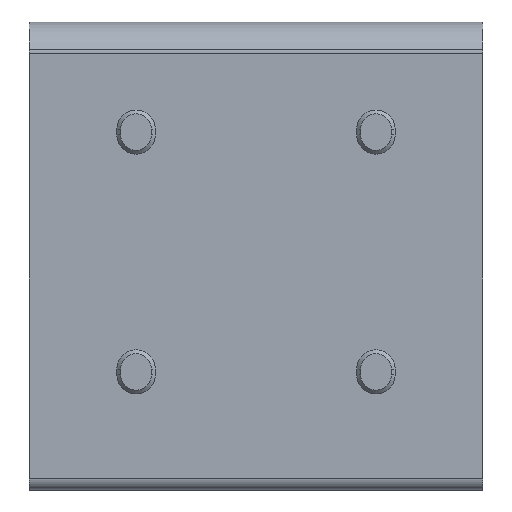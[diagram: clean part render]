
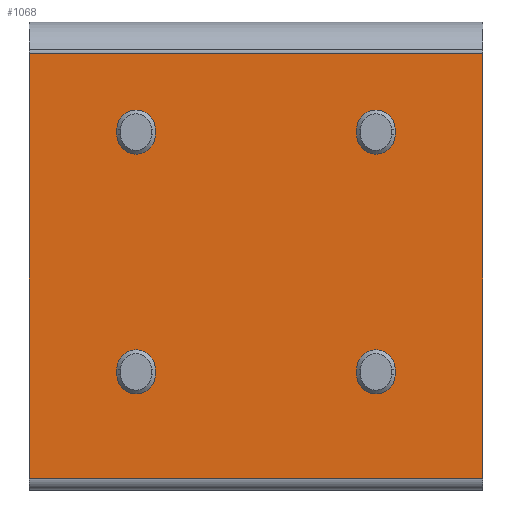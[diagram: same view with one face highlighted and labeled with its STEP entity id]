
A CAD part, top view. The second image highlights one B-rep face of the part: STEP entity #1068.
In plain terms, the highlighted planar face has unit normal (0, 0, 1).
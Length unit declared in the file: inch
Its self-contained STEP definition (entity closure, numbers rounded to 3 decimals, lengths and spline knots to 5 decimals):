
#23=FACE_BOUND('',#176,.T.);
#24=FACE_BOUND('',#177,.T.);
#25=FACE_BOUND('',#178,.T.);
#26=FACE_BOUND('',#179,.T.);
#66=CIRCLE('',#1173,0.05);
#67=CIRCLE('',#1174,0.05);
#68=CIRCLE('',#1175,0.05);
#69=CIRCLE('',#1176,0.05);
#70=CIRCLE('',#1177,0.05);
#71=CIRCLE('',#1178,0.05);
#72=CIRCLE('',#1179,0.05);
#73=CIRCLE('',#1180,0.05);
#111=FACE_OUTER_BOUND('',#175,.T.);
#175=EDGE_LOOP('',(#778,#779,#780,#781));
#176=EDGE_LOOP('',(#782,#783,#784,#785));
#177=EDGE_LOOP('',(#786,#787,#788,#789));
#178=EDGE_LOOP('',(#790,#791,#792,#793));
#179=EDGE_LOOP('',(#794,#795,#796,#797));
#246=LINE('',#1645,#354);
#264=LINE('',#1701,#372);
#266=LINE('',#1705,#374);
#267=LINE('',#1706,#375);
#268=LINE('',#1711,#376);
#269=LINE('',#1714,#377);
#270=LINE('',#1719,#378);
#271=LINE('',#1722,#379);
#272=LINE('',#1727,#380);
#273=LINE('',#1730,#381);
#274=LINE('',#1735,#382);
#275=LINE('',#1738,#383);
#354=VECTOR('',#1295,0.3937);
#372=VECTOR('',#1353,0.3937);
#374=VECTOR('',#1357,0.3937);
#375=VECTOR('',#1358,0.3937);
#376=VECTOR('',#1361,0.3937);
#377=VECTOR('',#1364,0.3937);
#378=VECTOR('',#1367,0.3937);
#379=VECTOR('',#1370,0.3937);
#380=VECTOR('',#1373,0.3937);
#381=VECTOR('',#1376,0.3937);
#382=VECTOR('',#1379,0.3937);
#383=VECTOR('',#1382,0.3937);
#468=VERTEX_POINT('',#1642);
#469=VERTEX_POINT('',#1644);
#487=VERTEX_POINT('',#1699);
#488=VERTEX_POINT('',#1704);
#489=VERTEX_POINT('',#1707);
#490=VERTEX_POINT('',#1708);
#491=VERTEX_POINT('',#1710);
#492=VERTEX_POINT('',#1712);
#493=VERTEX_POINT('',#1715);
#494=VERTEX_POINT('',#1716);
#495=VERTEX_POINT('',#1718);
#496=VERTEX_POINT('',#1720);
#497=VERTEX_POINT('',#1723);
#498=VERTEX_POINT('',#1724);
#499=VERTEX_POINT('',#1726);
#500=VERTEX_POINT('',#1728);
#501=VERTEX_POINT('',#1731);
#502=VERTEX_POINT('',#1732);
#503=VERTEX_POINT('',#1734);
#504=VERTEX_POINT('',#1736);
#570=EDGE_CURVE('',#468,#469,#246,.T.);
#598=EDGE_CURVE('',#487,#468,#264,.T.);
#600=EDGE_CURVE('',#488,#487,#266,.T.);
#601=EDGE_CURVE('',#469,#488,#267,.T.);
#602=EDGE_CURVE('',#489,#490,#66,.T.);
#603=EDGE_CURVE('',#490,#491,#268,.T.);
#604=EDGE_CURVE('',#491,#492,#67,.T.);
#605=EDGE_CURVE('',#492,#489,#269,.T.);
#606=EDGE_CURVE('',#493,#494,#68,.T.);
#607=EDGE_CURVE('',#494,#495,#270,.T.);
#608=EDGE_CURVE('',#495,#496,#69,.T.);
#609=EDGE_CURVE('',#496,#493,#271,.T.);
#610=EDGE_CURVE('',#497,#498,#70,.T.);
#611=EDGE_CURVE('',#498,#499,#272,.T.);
#612=EDGE_CURVE('',#499,#500,#71,.T.);
#613=EDGE_CURVE('',#500,#497,#273,.T.);
#614=EDGE_CURVE('',#501,#502,#72,.T.);
#615=EDGE_CURVE('',#502,#503,#274,.T.);
#616=EDGE_CURVE('',#503,#504,#73,.T.);
#617=EDGE_CURVE('',#504,#501,#275,.T.);
#778=ORIENTED_EDGE('',*,*,#598,.F.);
#779=ORIENTED_EDGE('',*,*,#600,.F.);
#780=ORIENTED_EDGE('',*,*,#601,.F.);
#781=ORIENTED_EDGE('',*,*,#570,.F.);
#782=ORIENTED_EDGE('',*,*,#602,.T.);
#783=ORIENTED_EDGE('',*,*,#603,.T.);
#784=ORIENTED_EDGE('',*,*,#604,.T.);
#785=ORIENTED_EDGE('',*,*,#605,.T.);
#786=ORIENTED_EDGE('',*,*,#606,.T.);
#787=ORIENTED_EDGE('',*,*,#607,.T.);
#788=ORIENTED_EDGE('',*,*,#608,.T.);
#789=ORIENTED_EDGE('',*,*,#609,.T.);
#790=ORIENTED_EDGE('',*,*,#610,.T.);
#791=ORIENTED_EDGE('',*,*,#611,.T.);
#792=ORIENTED_EDGE('',*,*,#612,.T.);
#793=ORIENTED_EDGE('',*,*,#613,.T.);
#794=ORIENTED_EDGE('',*,*,#614,.T.);
#795=ORIENTED_EDGE('',*,*,#615,.T.);
#796=ORIENTED_EDGE('',*,*,#616,.T.);
#797=ORIENTED_EDGE('',*,*,#617,.T.);
#1028=PLANE('',#1172);
#1068=ADVANCED_FACE('',(#111,#23,#24,#25,#26),#1028,.T.);
#1172=AXIS2_PLACEMENT_3D('',#1703,#1355,#1356);
#1173=AXIS2_PLACEMENT_3D('',#1709,#1359,#1360);
#1174=AXIS2_PLACEMENT_3D('',#1713,#1362,#1363);
#1175=AXIS2_PLACEMENT_3D('',#1717,#1365,#1366);
#1176=AXIS2_PLACEMENT_3D('',#1721,#1368,#1369);
#1177=AXIS2_PLACEMENT_3D('',#1725,#1371,#1372);
#1178=AXIS2_PLACEMENT_3D('',#1729,#1374,#1375);
#1179=AXIS2_PLACEMENT_3D('',#1733,#1377,#1378);
#1180=AXIS2_PLACEMENT_3D('',#1737,#1380,#1381);
#1295=DIRECTION('',(0.,1.,0.));
#1353=DIRECTION('',(-1.,0.,0.));
#1355=DIRECTION('center_axis',(0.,0.,1.));
#1356=DIRECTION('ref_axis',(0.,-1.,0.));
#1357=DIRECTION('',(0.,-1.,0.));
#1358=DIRECTION('',(1.,0.,0.));
#1359=DIRECTION('center_axis',(0.,0.,-1.));
#1360=DIRECTION('ref_axis',(1.,0.,0.));
#1361=DIRECTION('',(0.,-1.,0.));
#1362=DIRECTION('center_axis',(0.,0.,-1.));
#1363=DIRECTION('ref_axis',(-1.,0.,0.));
#1364=DIRECTION('',(0.,1.,0.));
#1365=DIRECTION('center_axis',(0.,0.,-1.));
#1366=DIRECTION('ref_axis',(1.,0.,0.));
#1367=DIRECTION('',(0.,-1.,0.));
#1368=DIRECTION('center_axis',(0.,0.,-1.));
#1369=DIRECTION('ref_axis',(-1.,0.,0.));
#1370=DIRECTION('',(0.,1.,0.));
#1371=DIRECTION('center_axis',(0.,0.,-1.));
#1372=DIRECTION('ref_axis',(1.,0.,0.));
#1373=DIRECTION('',(0.,-1.,0.));
#1374=DIRECTION('center_axis',(0.,0.,-1.));
#1375=DIRECTION('ref_axis',(-1.,0.,0.));
#1376=DIRECTION('',(0.,1.,0.));
#1377=DIRECTION('center_axis',(0.,0.,-1.));
#1378=DIRECTION('ref_axis',(1.,0.,0.));
#1379=DIRECTION('',(0.,-1.,0.));
#1380=DIRECTION('center_axis',(0.,0.,-1.));
#1381=DIRECTION('ref_axis',(-1.,0.,0.));
#1382=DIRECTION('',(0.,1.,0.));
#1642=CARTESIAN_POINT('',(-0.59055,-0.59,0.125));
#1644=CARTESIAN_POINT('',(-0.59055,0.51723,0.125));
#1645=CARTESIAN_POINT('',(-0.59055,0.52213,0.125));
#1699=CARTESIAN_POINT('',(0.59055,-0.59,0.125));
#1701=CARTESIAN_POINT('',(0.,-0.59,0.125));
#1703=CARTESIAN_POINT('Origin',(0.,0.52213,0.125));
#1704=CARTESIAN_POINT('',(0.59055,0.51723,0.125));
#1705=CARTESIAN_POINT('',(0.59055,0.52213,0.125));
#1706=CARTESIAN_POINT('',(0.,0.51723,0.125));
#1707=CARTESIAN_POINT('',(-0.3625,-0.305,0.125));
#1708=CARTESIAN_POINT('',(-0.2625,-0.305,0.125));
#1709=CARTESIAN_POINT('Origin',(-0.3125,-0.305,0.125));
#1710=CARTESIAN_POINT('',(-0.2625,-0.32,0.125));
#1711=CARTESIAN_POINT('',(-0.2625,0.10106,0.125));
#1712=CARTESIAN_POINT('',(-0.3625,-0.32,0.125));
#1713=CARTESIAN_POINT('Origin',(-0.3125,-0.32,0.125));
#1714=CARTESIAN_POINT('',(-0.3625,0.10856,0.125));
#1715=CARTESIAN_POINT('',(-0.3625,0.32,0.125));
#1716=CARTESIAN_POINT('',(-0.2625,0.32,0.125));
#1717=CARTESIAN_POINT('Origin',(-0.3125,0.32,0.125));
#1718=CARTESIAN_POINT('',(-0.2625,0.305,0.125));
#1719=CARTESIAN_POINT('',(-0.2625,0.41356,0.125));
#1720=CARTESIAN_POINT('',(-0.3625,0.305,0.125));
#1721=CARTESIAN_POINT('Origin',(-0.3125,0.305,0.125));
#1722=CARTESIAN_POINT('',(-0.3625,0.42106,0.125));
#1723=CARTESIAN_POINT('',(0.2625,-0.305,0.125));
#1724=CARTESIAN_POINT('',(0.3625,-0.305,0.125));
#1725=CARTESIAN_POINT('Origin',(0.3125,-0.305,0.125));
#1726=CARTESIAN_POINT('',(0.3625,-0.32,0.125));
#1727=CARTESIAN_POINT('',(0.3625,0.10106,0.125));
#1728=CARTESIAN_POINT('',(0.2625,-0.32,0.125));
#1729=CARTESIAN_POINT('Origin',(0.3125,-0.32,0.125));
#1730=CARTESIAN_POINT('',(0.2625,0.10856,0.125));
#1731=CARTESIAN_POINT('',(0.2625,0.32,0.125));
#1732=CARTESIAN_POINT('',(0.3625,0.32,0.125));
#1733=CARTESIAN_POINT('Origin',(0.3125,0.32,0.125));
#1734=CARTESIAN_POINT('',(0.3625,0.305,0.125));
#1735=CARTESIAN_POINT('',(0.3625,0.41356,0.125));
#1736=CARTESIAN_POINT('',(0.2625,0.305,0.125));
#1737=CARTESIAN_POINT('Origin',(0.3125,0.305,0.125));
#1738=CARTESIAN_POINT('',(0.2625,0.42106,0.125));
